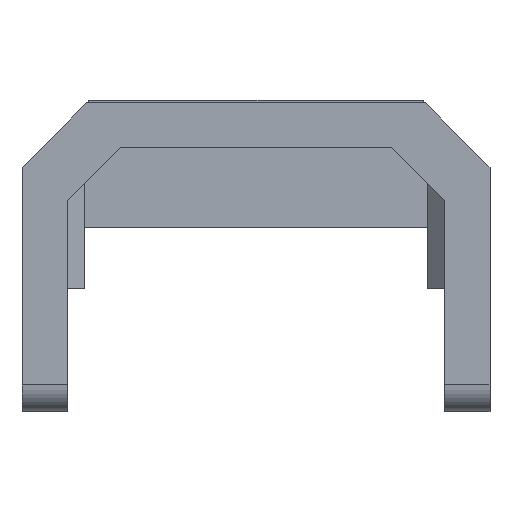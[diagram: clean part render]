
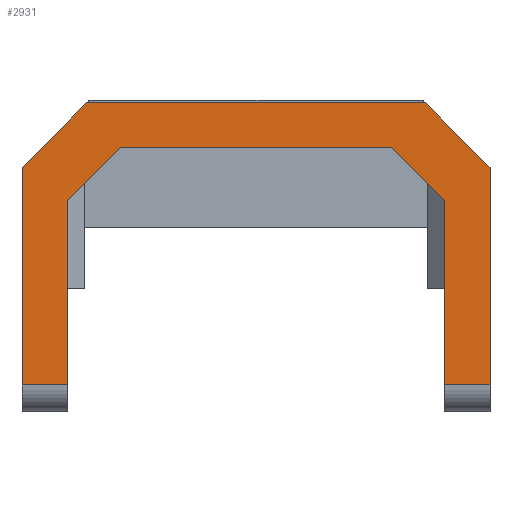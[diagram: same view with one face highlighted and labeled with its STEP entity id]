
A CAD part, front view. The second image highlights one B-rep face of the part: STEP entity #2931.
In plain terms, the highlighted planar face has unit normal (0, -1, 0).
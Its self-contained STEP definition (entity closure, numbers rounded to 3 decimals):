
#96=FACE_OUTER_BOUND('',#261,.T.);
#261=EDGE_LOOP('',(#1957,#1958,#1959,#1960,#1961,#1962,#1963,#1964,#1965,
#1966,#1967,#1968));
#453=LINE('',#4090,#845);
#458=LINE('',#4102,#850);
#465=LINE('',#4115,#857);
#468=LINE('',#4121,#860);
#469=LINE('',#4123,#861);
#470=LINE('',#4125,#862);
#471=LINE('',#4127,#863);
#472=LINE('',#4129,#864);
#473=LINE('',#4131,#865);
#474=LINE('',#4133,#866);
#475=LINE('',#4135,#867);
#476=LINE('',#4136,#868);
#845=VECTOR('',#3306,10.);
#850=VECTOR('',#3315,10.);
#857=VECTOR('',#3324,10.);
#860=VECTOR('',#3329,10.);
#861=VECTOR('',#3330,10.);
#862=VECTOR('',#3331,10.);
#863=VECTOR('',#3332,10.);
#864=VECTOR('',#3333,10.);
#865=VECTOR('',#3334,10.);
#866=VECTOR('',#3335,10.);
#867=VECTOR('',#3336,10.);
#868=VECTOR('',#3337,10.);
#1235=VERTEX_POINT('',#4084);
#1237=VERTEX_POINT('',#4088);
#1242=VERTEX_POINT('',#4101);
#1247=VERTEX_POINT('',#4114);
#1249=VERTEX_POINT('',#4120);
#1250=VERTEX_POINT('',#4122);
#1251=VERTEX_POINT('',#4124);
#1252=VERTEX_POINT('',#4126);
#1253=VERTEX_POINT('',#4128);
#1254=VERTEX_POINT('',#4130);
#1255=VERTEX_POINT('',#4132);
#1256=VERTEX_POINT('',#4134);
#1517=EDGE_CURVE('',#1237,#1235,#453,.T.);
#1522=EDGE_CURVE('',#1242,#1235,#458,.T.);
#1529=EDGE_CURVE('',#1242,#1247,#465,.T.);
#1532=EDGE_CURVE('',#1237,#1249,#468,.F.);
#1533=EDGE_CURVE('',#1250,#1249,#469,.T.);
#1534=EDGE_CURVE('',#1250,#1251,#470,.T.);
#1535=EDGE_CURVE('',#1251,#1252,#471,.T.);
#1536=EDGE_CURVE('',#1253,#1252,#472,.T.);
#1537=EDGE_CURVE('',#1253,#1254,#473,.T.);
#1538=EDGE_CURVE('',#1254,#1255,#474,.T.);
#1539=EDGE_CURVE('',#1256,#1255,#475,.T.);
#1540=EDGE_CURVE('',#1256,#1247,#476,.T.);
#1957=ORIENTED_EDGE('',*,*,#1522,.T.);
#1958=ORIENTED_EDGE('',*,*,#1517,.F.);
#1959=ORIENTED_EDGE('',*,*,#1532,.T.);
#1960=ORIENTED_EDGE('',*,*,#1533,.F.);
#1961=ORIENTED_EDGE('',*,*,#1534,.T.);
#1962=ORIENTED_EDGE('',*,*,#1535,.T.);
#1963=ORIENTED_EDGE('',*,*,#1536,.F.);
#1964=ORIENTED_EDGE('',*,*,#1537,.T.);
#1965=ORIENTED_EDGE('',*,*,#1538,.T.);
#1966=ORIENTED_EDGE('',*,*,#1539,.F.);
#1967=ORIENTED_EDGE('',*,*,#1540,.T.);
#1968=ORIENTED_EDGE('',*,*,#1529,.F.);
#2784=PLANE('',#3109);
#2931=ADVANCED_FACE('',(#96),#2784,.F.);
#3109=AXIS2_PLACEMENT_3D('',#4119,#3327,#3328);
#3306=DIRECTION('',(0.707,0.,0.707));
#3315=DIRECTION('',(-1.,0.,0.));
#3324=DIRECTION('',(0.707,0.,-0.707));
#3327=DIRECTION('center_axis',(0.,1.,0.));
#3328=DIRECTION('ref_axis',(0.,0.,-1.));
#3329=DIRECTION('',(0.,0.,1.));
#3330=DIRECTION('',(-1.,0.,0.));
#3331=DIRECTION('',(0.,0.,1.));
#3332=DIRECTION('',(0.707,0.,0.707));
#3333=DIRECTION('',(-1.,0.,0.));
#3334=DIRECTION('',(0.707,0.,-0.707));
#3335=DIRECTION('',(0.,0.,-1.));
#3336=DIRECTION('',(-1.,0.,0.));
#3337=DIRECTION('',(0.,0.,1.));
#4084=CARTESIAN_POINT('',(-12.7,-104.702,55.661));
#4088=CARTESIAN_POINT('',(-17.5,-104.702,50.861));
#4090=CARTESIAN_POINT('',(-13.411,-104.702,54.95));
#4101=CARTESIAN_POINT('',(12.7,-104.702,55.661));
#4102=CARTESIAN_POINT('',(0.,-104.702,55.661));
#4114=CARTESIAN_POINT('',(17.5,-104.702,50.861));
#4115=CARTESIAN_POINT('',(13.411,-104.702,54.95));
#4119=CARTESIAN_POINT('Origin',(0.,-104.702,45.216));
#4120=CARTESIAN_POINT('',(-17.5,-104.702,34.57));
#4121=CARTESIAN_POINT('',(-17.5,-104.702,46.664));
#4122=CARTESIAN_POINT('',(-14.1,-104.702,34.57));
#4123=CARTESIAN_POINT('',(8.5,-104.702,34.57));
#4124=CARTESIAN_POINT('',(-14.1,-104.702,48.367));
#4125=CARTESIAN_POINT('',(-14.1,-104.702,54.511));
#4126=CARTESIAN_POINT('',(-10.106,-104.702,52.361));
#4127=CARTESIAN_POINT('',(-3.053,-104.702,59.414));
#4128=CARTESIAN_POINT('',(10.106,-104.702,52.361));
#4129=CARTESIAN_POINT('',(-8.75,-104.702,52.361));
#4130=CARTESIAN_POINT('',(14.1,-104.702,48.367));
#4131=CARTESIAN_POINT('',(10.339,-104.702,52.128));
#4132=CARTESIAN_POINT('',(14.1,-104.702,34.57));
#4133=CARTESIAN_POINT('',(14.1,-104.702,47.092));
#4134=CARTESIAN_POINT('',(17.5,-104.702,34.57));
#4135=CARTESIAN_POINT('',(8.5,-104.702,34.57));
#4136=CARTESIAN_POINT('',(17.5,-104.702,46.664));
